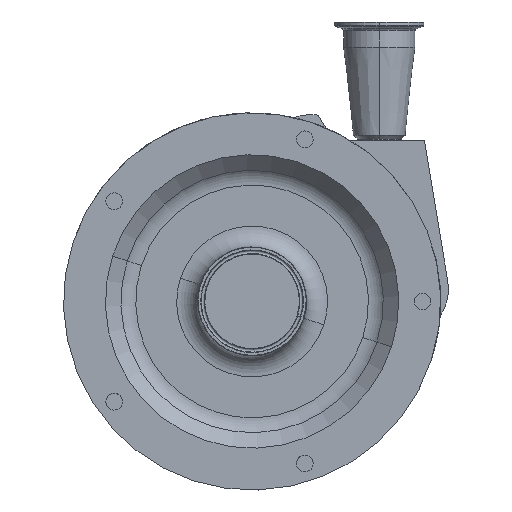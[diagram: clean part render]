
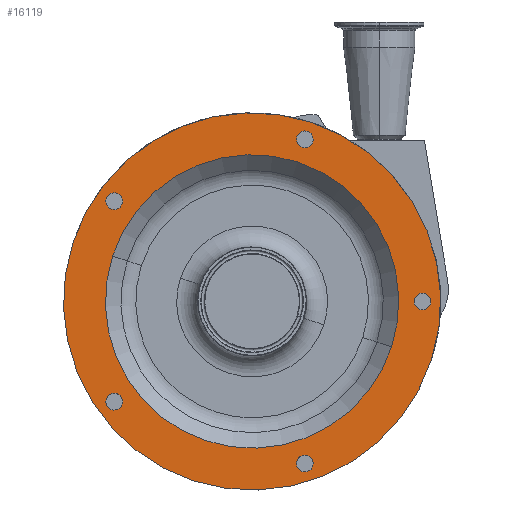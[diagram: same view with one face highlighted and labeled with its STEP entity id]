
A CAD part, top view. The second image highlights one B-rep face of the part: STEP entity #16119.
In plain terms, the highlighted planar face has unit normal (0, 0, 1).
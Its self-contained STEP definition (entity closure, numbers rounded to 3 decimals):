
#105 = AXIS2_PLACEMENT_3D ( 'NONE', #15441, #7598, #11594 ) ;
#225 = EDGE_CURVE ( 'NONE', #15821, #14577, #10531, .T. ) ;
#516 = VERTEX_POINT ( 'NONE', #13232 ) ;
#892 = DIRECTION ( 'NONE',  ( 0., 0., 1. ) ) ;
#980 = DIRECTION ( 'NONE',  ( 0., 0., 1. ) ) ;
#1098 = ORIENTED_EDGE ( 'NONE', *, *, #1868, .F. ) ;
#1153 = DIRECTION ( 'NONE',  ( -0.588, 0.809, 0. ) ) ;
#1259 = AXIS2_PLACEMENT_3D ( 'NONE', #10078, #3740, #12660 ) ;
#1310 = VERTEX_POINT ( 'NONE', #2682 ) ;
#1399 = DIRECTION ( 'NONE',  ( 0., 0., 1. ) ) ;
#1868 = EDGE_CURVE ( 'NONE', #12645, #10907, #2439, .T. ) ;
#2000 = AXIS2_PLACEMENT_3D ( 'NONE', #2652, #1399, #5245 ) ;
#2160 = CARTESIAN_POINT ( 'NONE',  ( -98.7, -71.71, 250.5 ) ) ;
#2233 = DIRECTION ( 'NONE',  ( 0., -1., 0. ) ) ;
#2236 = CARTESIAN_POINT ( 'NONE',  ( -98.7, 71.71, 250.5 ) ) ;
#2439 = CIRCLE ( 'NONE', #4045, 6. ) ;
#2652 = CARTESIAN_POINT ( 'NONE',  ( 37.7, -116.029, 250.5 ) ) ;
#2682 = CARTESIAN_POINT ( 'NONE',  ( -102.227, 66.856, 250.5 ) ) ;
#3065 = ORIENTED_EDGE ( 'NONE', *, *, #5763, .F. ) ;
#3077 = FACE_BOUND ( 'NONE', #11803, .T. ) ;
#3174 = CIRCLE ( 'NONE', #6902, 6. ) ;
#3350 = CARTESIAN_POINT ( 'NONE',  ( 31.994, 117.883, 250.5 ) ) ;
#3370 = EDGE_CURVE ( 'NONE', #7434, #5551, #3426, .T. ) ;
#3414 = DIRECTION ( 'NONE',  ( 0., 0., 1. ) ) ;
#3426 = CIRCLE ( 'NONE', #14080, 105. ) ;
#3438 = EDGE_LOOP ( 'NONE', ( #14904, #13190 ) ) ;
#3483 = DIRECTION ( 'NONE',  ( 0.951, -0.309, 0. ) ) ;
#3526 = CARTESIAN_POINT ( 'NONE',  ( 0., 0., 250.5 ) ) ;
#3620 = DIRECTION ( 'NONE',  ( 0., 0., 1. ) ) ;
#3631 = EDGE_LOOP ( 'NONE', ( #12419, #11962 ) ) ;
#3740 = DIRECTION ( 'NONE',  ( 0., 0., 1. ) ) ;
#3836 = CARTESIAN_POINT ( 'NONE',  ( 31.994, -117.883, 250.5 ) ) ;
#4031 = CIRCLE ( 'NONE', #9355, 6. ) ;
#4045 = AXIS2_PLACEMENT_3D ( 'NONE', #2160, #9996, #1153 ) ;
#4529 = ORIENTED_EDGE ( 'NONE', *, *, #9803, .F. ) ;
#4665 = FACE_OUTER_BOUND ( 'NONE', #15349, .T. ) ;
#4771 = CIRCLE ( 'NONE', #14896, 6. ) ;
#4796 = DIRECTION ( 'NONE',  ( 0.951, -0.309, 0. ) ) ;
#4801 = EDGE_CURVE ( 'NONE', #10907, #12645, #5707, .T. ) ;
#4905 = CARTESIAN_POINT ( 'NONE',  ( 0., 0., 250.5 ) ) ;
#4969 = CIRCLE ( 'NONE', #12435, 105. ) ;
#5089 = DIRECTION ( 'NONE',  ( 0., 0., 1. ) ) ;
#5153 = CARTESIAN_POINT ( 'NONE',  ( 43.406, 114.175, 250.5 ) ) ;
#5180 = CIRCLE ( 'NONE', #105, 6. ) ;
#5245 = DIRECTION ( 'NONE',  ( -0.951, -0.309, 0. ) ) ;
#5275 = CARTESIAN_POINT ( 'NONE',  ( -99.861, 32.447, 250.5 ) ) ;
#5397 = EDGE_LOOP ( 'NONE', ( #1098, #15037 ) ) ;
#5551 = VERTEX_POINT ( 'NONE', #12986 ) ;
#5612 = ORIENTED_EDGE ( 'NONE', *, *, #11512, .T. ) ;
#5620 = CARTESIAN_POINT ( 'NONE',  ( -98.7, -71.71, 250.5 ) ) ;
#5702 = DIRECTION ( 'NONE',  ( 0., 0., 1. ) ) ;
#5707 = CIRCLE ( 'NONE', #6493, 6. ) ;
#5763 = EDGE_CURVE ( 'NONE', #16058, #7347, #5180, .T. ) ;
#5844 = AXIS2_PLACEMENT_3D ( 'NONE', #12091, #8250, #9584 ) ;
#5854 = AXIS2_PLACEMENT_3D ( 'NONE', #6156, #9988, #16481 ) ;
#6156 = CARTESIAN_POINT ( 'NONE',  ( 0., 0., 250.5 ) ) ;
#6493 = AXIS2_PLACEMENT_3D ( 'NONE', #5620, #5702, #14542 ) ;
#6516 = CARTESIAN_POINT ( 'NONE',  ( 122., -6., 250.5 ) ) ;
#6830 = CARTESIAN_POINT ( 'NONE',  ( -128.393, 41.717, 250.5 ) ) ;
#6902 = AXIS2_PLACEMENT_3D ( 'NONE', #10094, #12432, #15096 ) ;
#7001 = FACE_BOUND ( 'NONE', #13430, .T. ) ;
#7077 = FACE_BOUND ( 'NONE', #3631, .T. ) ;
#7347 = VERTEX_POINT ( 'NONE', #6516 ) ;
#7434 = VERTEX_POINT ( 'NONE', #5275 ) ;
#7598 = DIRECTION ( 'NONE',  ( 0., 0., 1. ) ) ;
#7912 = AXIS2_PLACEMENT_3D ( 'NONE', #10043, #3620, #4796 ) ;
#8007 = EDGE_CURVE ( 'NONE', #516, #1310, #8423, .T. ) ;
#8250 = DIRECTION ( 'NONE',  ( 0., 0., -1. ) ) ;
#8355 = DIRECTION ( 'NONE',  ( -0.951, -0.309, 0. ) ) ;
#8423 = CIRCLE ( 'NONE', #12425, 6. ) ;
#8440 = ORIENTED_EDGE ( 'NONE', *, *, #12967, .F. ) ;
#8608 = DIRECTION ( 'NONE',  ( 0.951, -0.309, 0. ) ) ;
#8641 = CARTESIAN_POINT ( 'NONE',  ( 43.406, -114.175, 250.5 ) ) ;
#8772 = CIRCLE ( 'NONE', #5854, 135. ) ;
#8824 = EDGE_LOOP ( 'NONE', ( #14749, #12570 ) ) ;
#9114 = CARTESIAN_POINT ( 'NONE',  ( 128.393, -41.717, 250.5 ) ) ;
#9355 = AXIS2_PLACEMENT_3D ( 'NONE', #11077, #980, #2233 ) ;
#9584 = DIRECTION ( 'NONE',  ( 0., -1., 0. ) ) ;
#9610 = CARTESIAN_POINT ( 'NONE',  ( 37.7, -116.029, 250.5 ) ) ;
#9688 = ORIENTED_EDGE ( 'NONE', *, *, #3370, .F. ) ;
#9803 = EDGE_CURVE ( 'NONE', #7347, #16058, #4031, .T. ) ;
#9988 = DIRECTION ( 'NONE',  ( 0., 0., 1. ) ) ;
#9996 = DIRECTION ( 'NONE',  ( 0., 0., 1. ) ) ;
#10043 = CARTESIAN_POINT ( 'NONE',  ( 0., 0., 250.5 ) ) ;
#10078 = CARTESIAN_POINT ( 'NONE',  ( -98.7, 71.71, 250.5 ) ) ;
#10094 = CARTESIAN_POINT ( 'NONE',  ( 37.7, 116.029, 250.5 ) ) ;
#10146 = CIRCLE ( 'NONE', #11481, 6. ) ;
#10324 = EDGE_CURVE ( 'NONE', #14577, #15821, #10146, .T. ) ;
#10531 = CIRCLE ( 'NONE', #2000, 6. ) ;
#10907 = VERTEX_POINT ( 'NONE', #14259 ) ;
#11001 = FACE_BOUND ( 'NONE', #5397, .T. ) ;
#11077 = CARTESIAN_POINT ( 'NONE',  ( 122., 0., 250.5 ) ) ;
#11481 = AXIS2_PLACEMENT_3D ( 'NONE', #9610, #14701, #8355 ) ;
#11512 = EDGE_CURVE ( 'NONE', #11848, #15067, #12190, .T. ) ;
#11594 = DIRECTION ( 'NONE',  ( 0., -1., 0. ) ) ;
#11803 = EDGE_LOOP ( 'NONE', ( #8440, #9688 ) ) ;
#11848 = VERTEX_POINT ( 'NONE', #9114 ) ;
#11962 = ORIENTED_EDGE ( 'NONE', *, *, #15760, .F. ) ;
#12091 = CARTESIAN_POINT ( 'NONE',  ( 12.052, 37.091, 250.5 ) ) ;
#12190 = CIRCLE ( 'NONE', #7912, 135. ) ;
#12419 = ORIENTED_EDGE ( 'NONE', *, *, #15806, .F. ) ;
#12425 = AXIS2_PLACEMENT_3D ( 'NONE', #2236, #3414, #14757 ) ;
#12432 = DIRECTION ( 'NONE',  ( 0., 0., 1. ) ) ;
#12435 = AXIS2_PLACEMENT_3D ( 'NONE', #3526, #15114, #8608 ) ;
#12570 = ORIENTED_EDGE ( 'NONE', *, *, #10324, .F. ) ;
#12645 = VERTEX_POINT ( 'NONE', #13742 ) ;
#12660 = DIRECTION ( 'NONE',  ( 0.588, 0.809, 0. ) ) ;
#12967 = EDGE_CURVE ( 'NONE', #5551, #7434, #4969, .T. ) ;
#12980 = ORIENTED_EDGE ( 'NONE', *, *, #16420, .T. ) ;
#12986 = CARTESIAN_POINT ( 'NONE',  ( 99.861, -32.447, 250.5 ) ) ;
#13190 = ORIENTED_EDGE ( 'NONE', *, *, #14487, .F. ) ;
#13232 = CARTESIAN_POINT ( 'NONE',  ( -95.173, 76.564, 250.5 ) ) ;
#13341 = FACE_BOUND ( 'NONE', #8824, .T. ) ;
#13430 = EDGE_LOOP ( 'NONE', ( #4529, #3065 ) ) ;
#13742 = CARTESIAN_POINT ( 'NONE',  ( -102.227, -66.856, 250.5 ) ) ;
#13775 = VERTEX_POINT ( 'NONE', #5153 ) ;
#14080 = AXIS2_PLACEMENT_3D ( 'NONE', #4905, #892, #3483 ) ;
#14259 = CARTESIAN_POINT ( 'NONE',  ( -95.173, -76.564, 250.5 ) ) ;
#14458 = VERTEX_POINT ( 'NONE', #3350 ) ;
#14487 = EDGE_CURVE ( 'NONE', #1310, #516, #16436, .T. ) ;
#14542 = DIRECTION ( 'NONE',  ( -0.588, 0.809, 0. ) ) ;
#14577 = VERTEX_POINT ( 'NONE', #8641 ) ;
#14589 = FACE_BOUND ( 'NONE', #3438, .T. ) ;
#14701 = DIRECTION ( 'NONE',  ( 0., 0., 1. ) ) ;
#14749 = ORIENTED_EDGE ( 'NONE', *, *, #225, .F. ) ;
#14757 = DIRECTION ( 'NONE',  ( 0.588, 0.809, 0. ) ) ;
#14896 = AXIS2_PLACEMENT_3D ( 'NONE', #14933, #5089, #16421 ) ;
#14904 = ORIENTED_EDGE ( 'NONE', *, *, #8007, .F. ) ;
#14933 = CARTESIAN_POINT ( 'NONE',  ( 37.7, 116.029, 250.5 ) ) ;
#15037 = ORIENTED_EDGE ( 'NONE', *, *, #4801, .F. ) ;
#15067 = VERTEX_POINT ( 'NONE', #6830 ) ;
#15096 = DIRECTION ( 'NONE',  ( 0.951, -0.309, 0. ) ) ;
#15114 = DIRECTION ( 'NONE',  ( 0., 0., 1. ) ) ;
#15349 = EDGE_LOOP ( 'NONE', ( #5612, #12980 ) ) ;
#15441 = CARTESIAN_POINT ( 'NONE',  ( 122., 0., 250.5 ) ) ;
#15674 = CARTESIAN_POINT ( 'NONE',  ( 122., 6., 250.5 ) ) ;
#15760 = EDGE_CURVE ( 'NONE', #14458, #13775, #4771, .T. ) ;
#15806 = EDGE_CURVE ( 'NONE', #13775, #14458, #3174, .T. ) ;
#15821 = VERTEX_POINT ( 'NONE', #3836 ) ;
#16058 = VERTEX_POINT ( 'NONE', #15674 ) ;
#16071 = PLANE ( 'NONE',  #5844 ) ;
#16119 = ADVANCED_FACE ( 'NONE', ( #4665, #7001, #13341, #11001, #14589, #7077, #3077 ), #16071, .F. ) ;
#16420 = EDGE_CURVE ( 'NONE', #15067, #11848, #8772, .T. ) ;
#16421 = DIRECTION ( 'NONE',  ( 0.951, -0.309, 0. ) ) ;
#16436 = CIRCLE ( 'NONE', #1259, 6. ) ;
#16481 = DIRECTION ( 'NONE',  ( 0.951, -0.309, 0. ) ) ;
